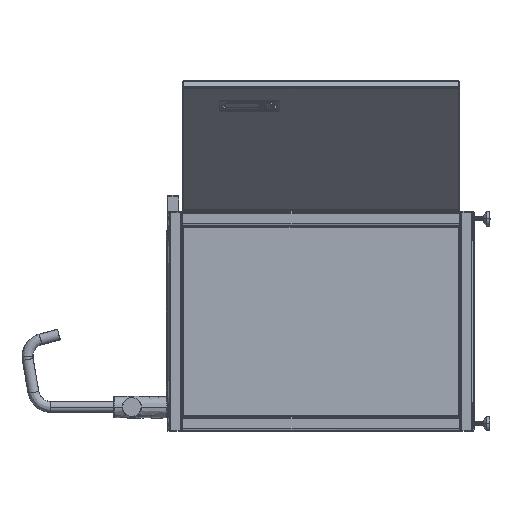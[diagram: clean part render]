
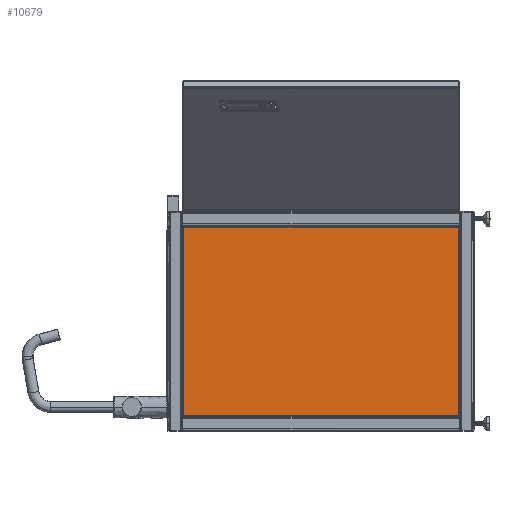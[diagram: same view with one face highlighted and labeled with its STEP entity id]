
A CAD part, left-side view. The second image highlights one B-rep face of the part: STEP entity #10679.
In plain terms, the highlighted free-form (B-spline) face has degree [1, 1] with [2, 2] control points.
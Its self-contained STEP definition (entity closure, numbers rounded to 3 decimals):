
#10679 = ADVANCED_FACE('',(#10680),#10710,.T.);
#10680 = FACE_BOUND('',#10681,.T.);
#10681 = EDGE_LOOP('',(#10682,#10691,#10698,#10705));
#10682 = ORIENTED_EDGE('',*,*,#10683,.T.);
#10683 = EDGE_CURVE('',#10684,#10686,#10688,.T.);
#10684 = VERTEX_POINT('',#10685);
#10685 = CARTESIAN_POINT('',(-1421.058,-29.842,
    -689.543));
#10686 = VERTEX_POINT('',#10687);
#10687 = CARTESIAN_POINT('',(-1421.058,-992.79,
    -689.543));
#10688 = B_SPLINE_CURVE_WITH_KNOTS('',1,(#10689,#10690),.UNSPECIFIED.,
  .F.,.F.,(2,2),(0.793,699.393),
  .PIECEWISE_BEZIER_KNOTS.);
#10689 = CARTESIAN_POINT('',(-1421.058,-29.842,
    -689.543));
#10690 = CARTESIAN_POINT('',(-1421.058,-992.79,
    -689.543));
#10691 = ORIENTED_EDGE('',*,*,#10692,.T.);
#10692 = EDGE_CURVE('',#10686,#10693,#10695,.T.);
#10693 = VERTEX_POINT('',#10694);
#10694 = CARTESIAN_POINT('',(-1421.058,-992.79,
    -29.842));
#10695 = B_SPLINE_CURVE_WITH_KNOTS('',1,(#10696,#10697),.UNSPECIFIED.,
  .F.,.F.,(2,2),(0.793,479.393),
  .PIECEWISE_BEZIER_KNOTS.);
#10696 = CARTESIAN_POINT('',(-1421.058,-992.79,
    -689.543));
#10697 = CARTESIAN_POINT('',(-1421.058,-992.79,
    -29.842));
#10698 = ORIENTED_EDGE('',*,*,#10699,.T.);
#10699 = EDGE_CURVE('',#10693,#10700,#10702,.T.);
#10700 = VERTEX_POINT('',#10701);
#10701 = CARTESIAN_POINT('',(-1421.058,-29.842,
    -29.842));
#10702 = B_SPLINE_CURVE_WITH_KNOTS('',1,(#10703,#10704),.UNSPECIFIED.,
  .F.,.F.,(2,2),(0.793,699.393),
  .PIECEWISE_BEZIER_KNOTS.);
#10703 = CARTESIAN_POINT('',(-1421.058,-992.79,
    -29.842));
#10704 = CARTESIAN_POINT('',(-1421.058,-29.842,
    -29.842));
#10705 = ORIENTED_EDGE('',*,*,#10706,.T.);
#10706 = EDGE_CURVE('',#10700,#10684,#10707,.T.);
#10707 = B_SPLINE_CURVE_WITH_KNOTS('',1,(#10708,#10709),.UNSPECIFIED.,
  .F.,.F.,(2,2),(0.793,479.393),
  .PIECEWISE_BEZIER_KNOTS.);
#10708 = CARTESIAN_POINT('',(-1421.058,-29.842,
    -29.842));
#10709 = CARTESIAN_POINT('',(-1421.058,-29.842,
    -689.543));
#10710 = B_SPLINE_SURFACE_WITH_KNOTS('',1,1,(
    (#10711,#10712)
    ,(#10713,#10714
    )),.UNSPECIFIED.,.F.,.F.,.F.,(2,2),(2,2),(-481.2,-2.6),(2.6,701.2),
  .PIECEWISE_BEZIER_KNOTS.);
#10711 = CARTESIAN_POINT('',(-1421.058,-992.79,
    -689.543));
#10712 = CARTESIAN_POINT('',(-1421.058,-29.842,
    -689.543));
#10713 = CARTESIAN_POINT('',(-1421.058,-992.79,
    -29.842));
#10714 = CARTESIAN_POINT('',(-1421.058,-29.842,
    -29.842));
